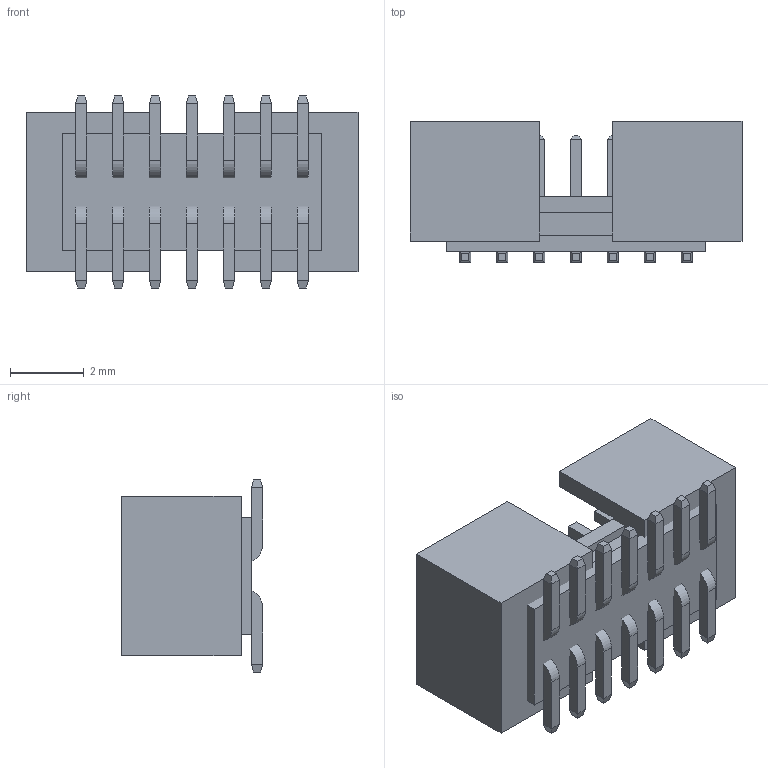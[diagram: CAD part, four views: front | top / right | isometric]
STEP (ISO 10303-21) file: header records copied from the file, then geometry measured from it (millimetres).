
FILE_DESCRIPTION( ( 'STEP AP214' ), '1' );
FILE_NAME( 'FTMH-107-03-L-DV-ES.stp', '2022-02-08T02:48:21', ( 'License CC BY-ND 4.0' ), ( 'CADENAS' ), ' ', 'PARTsolutions', ' ' );
FILE_SCHEMA( ( 'AUTOMOTIVE_DESIGN { 1 0 10303 214 1 1 1 1 }' ) );
Length unit declared in the file: inch
Products named in the file (4): FTMH-107-03-L-DV-ES; _FTMH-107-03-L-DV-ES_body; _FTMH-107-03-L-DV-ES_pins1; _FTMH-07-ES_shroud
Assembly tree (4 placements, depth 2):
  FTMH-107-03-L-DV-ES
    _FTMH-107-03-L-DV-ES_body
    _FTMH-107-03-L-DV-ES_pins1
    _FTMH-07-ES_shroud  x2
Bounding box: 9 x 3.83 x 5.21 mm (x, y, z)
Volume: 88.2 mm3; surface area: 365 mm2
Topology: 4 solids, 4 shells, 344 faces, 896 edges, 560 vertices
Faces by surface type: plane 330, cylinder 14
Entity records: 12494 total; most frequent: CARTESIAN_POINT 1731, ORIENTED_EDGE 1720, DIRECTION 1558, EDGE_CURVE 860, LINE 832, VECTOR 832, VERTEX_POINT 536, AXIS2_PLACEMENT_3D 363
